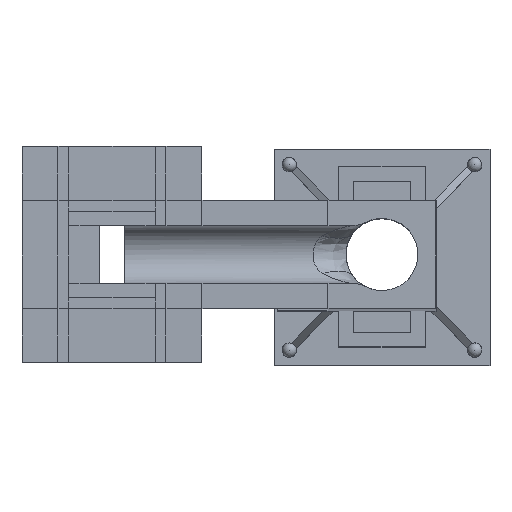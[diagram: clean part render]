
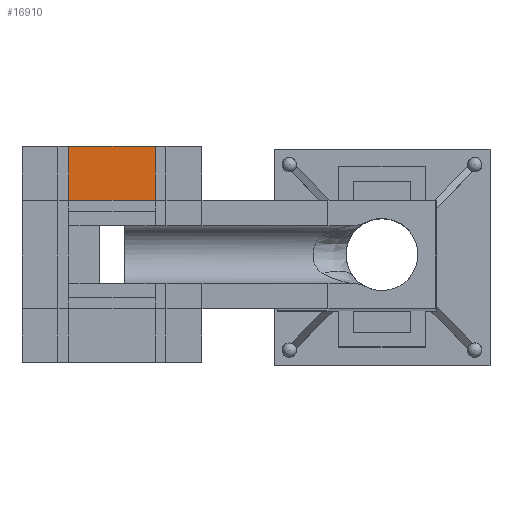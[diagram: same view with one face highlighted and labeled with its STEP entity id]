
A CAD part, top view. The second image highlights one B-rep face of the part: STEP entity #16910.
In plain terms, the highlighted planar face has unit normal (0, 0, 1).
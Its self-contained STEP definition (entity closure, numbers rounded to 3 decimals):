
#12886 = VERTEX_POINT('',#12887);
#12887 = CARTESIAN_POINT('',(-6.3,1.5,
    48.));
#12901 = PLANE('',#12902);
#12902 = AXIS2_PLACEMENT_3D('',#12903,#12904,#12905);
#12903 = CARTESIAN_POINT('',(-7.5,0.,
    48.));
#12904 = DIRECTION('',(0.,0.,1.));
#12905 = DIRECTION('',(1.,0.,0.));
#12950 = PLANE('',#12951);
#12951 = AXIS2_PLACEMENT_3D('',#12952,#12953,#12954);
#12952 = CARTESIAN_POINT('',(1.5,1.5,
    48.));
#12953 = DIRECTION('',(-0.,0.,-1.));
#12954 = DIRECTION('',(-1.,0.,0.));
#14170 = PLANE('',#14171);
#14171 = AXIS2_PLACEMENT_3D('',#14172,#14173,#14174);
#14172 = CARTESIAN_POINT('',(-5.,3.,
    48.));
#14173 = DIRECTION('',(0.,1.,0.));
#14174 = DIRECTION('',(-1.,0.,0.));
#14946 = VERTEX_POINT('',#14947);
#14947 = CARTESIAN_POINT('',(-6.3,3.,
    48.));
#14968 = EDGE_CURVE('',#14946,#12886,#14969,.T.);
#14969 = SURFACE_CURVE('',#14970,(#14974,#14981),.PCURVE_S1.);
#14970 = LINE('',#14971,#14972);
#14971 = CARTESIAN_POINT('',(-6.3,3.,
    48.));
#14972 = VECTOR('',#14973,1.);
#14973 = DIRECTION('',(0.,-1.,0.));
#14974 = PCURVE('',#12901,#14975);
#14975 = DEFINITIONAL_REPRESENTATION('',(#14976),#14980);
#14976 = LINE('',#14977,#14978);
#14977 = CARTESIAN_POINT('',(1.2,3.));
#14978 = VECTOR('',#14979,1.);
#14979 = DIRECTION('',(0.,-1.));
#14980 = ( GEOMETRIC_REPRESENTATION_CONTEXT(2) 
PARAMETRIC_REPRESENTATION_CONTEXT() REPRESENTATION_CONTEXT('2D SPACE',''
  ) );
#14981 = PCURVE('',#14982,#14987);
#14982 = PLANE('',#14983);
#14983 = AXIS2_PLACEMENT_3D('',#14984,#14985,#14986);
#14984 = CARTESIAN_POINT('',(-7.5,0.,
    48.));
#14985 = DIRECTION('',(0.,0.,1.));
#14986 = DIRECTION('',(1.,0.,0.));
#14987 = DEFINITIONAL_REPRESENTATION('',(#14988),#14992);
#14988 = LINE('',#14989,#14990);
#14989 = CARTESIAN_POINT('',(1.2,3.));
#14990 = VECTOR('',#14991,1.);
#14991 = DIRECTION('',(0.,-1.));
#14992 = ( GEOMETRIC_REPRESENTATION_CONTEXT(2) 
PARAMETRIC_REPRESENTATION_CONTEXT() REPRESENTATION_CONTEXT('2D SPACE',''
  ) );
#14998 = EDGE_CURVE('',#12886,#14999,#15001,.T.);
#14999 = VERTEX_POINT('',#15000);
#15000 = CARTESIAN_POINT('',(-8.7,1.5,
    48.));
#15001 = SURFACE_CURVE('',#15002,(#15006,#15013),.PCURVE_S1.);
#15002 = LINE('',#15003,#15004);
#15003 = CARTESIAN_POINT('',(1.5,1.5,
    48.));
#15004 = VECTOR('',#15005,1.);
#15005 = DIRECTION('',(-1.,0.,0.));
#15006 = PCURVE('',#12950,#15007);
#15007 = DEFINITIONAL_REPRESENTATION('',(#15008),#15012);
#15008 = LINE('',#15009,#15010);
#15009 = CARTESIAN_POINT('',(0.,0.));
#15010 = VECTOR('',#15011,1.);
#15011 = DIRECTION('',(1.,0.));
#15012 = ( GEOMETRIC_REPRESENTATION_CONTEXT(2) 
PARAMETRIC_REPRESENTATION_CONTEXT() REPRESENTATION_CONTEXT('2D SPACE',''
  ) );
#15013 = PCURVE('',#14982,#15014);
#15014 = DEFINITIONAL_REPRESENTATION('',(#15015),#15019);
#15015 = LINE('',#15016,#15017);
#15016 = CARTESIAN_POINT('',(9.,1.5));
#15017 = VECTOR('',#15018,1.);
#15018 = DIRECTION('',(-1.,0.));
#15019 = ( GEOMETRIC_REPRESENTATION_CONTEXT(2) 
PARAMETRIC_REPRESENTATION_CONTEXT() REPRESENTATION_CONTEXT('2D SPACE',''
  ) );
#15250 = PLANE('',#15251);
#15251 = AXIS2_PLACEMENT_3D('',#15252,#15253,#15254);
#15252 = CARTESIAN_POINT('',(-7.5,0.,
    48.));
#15253 = DIRECTION('',(0.,0.,1.));
#15254 = DIRECTION('',(1.,0.,0.));
#16866 = VERTEX_POINT('',#16867);
#16867 = CARTESIAN_POINT('',(-8.7,3.,
    48.));
#16888 = EDGE_CURVE('',#14946,#16866,#16889,.T.);
#16889 = SURFACE_CURVE('',#16890,(#16894,#16901),.PCURVE_S1.);
#16890 = LINE('',#16891,#16892);
#16891 = CARTESIAN_POINT('',(-5.,3.,
    48.));
#16892 = VECTOR('',#16893,1.);
#16893 = DIRECTION('',(-1.,0.,0.));
#16894 = PCURVE('',#14170,#16895);
#16895 = DEFINITIONAL_REPRESENTATION('',(#16896),#16900);
#16896 = LINE('',#16897,#16898);
#16897 = CARTESIAN_POINT('',(0.,0.));
#16898 = VECTOR('',#16899,1.);
#16899 = DIRECTION('',(1.,0.));
#16900 = ( GEOMETRIC_REPRESENTATION_CONTEXT(2) 
PARAMETRIC_REPRESENTATION_CONTEXT() REPRESENTATION_CONTEXT('2D SPACE',''
  ) );
#16901 = PCURVE('',#14982,#16902);
#16902 = DEFINITIONAL_REPRESENTATION('',(#16903),#16907);
#16903 = LINE('',#16904,#16905);
#16904 = CARTESIAN_POINT('',(2.5,3.));
#16905 = VECTOR('',#16906,1.);
#16906 = DIRECTION('',(-1.,0.));
#16907 = ( GEOMETRIC_REPRESENTATION_CONTEXT(2) 
PARAMETRIC_REPRESENTATION_CONTEXT() REPRESENTATION_CONTEXT('2D SPACE',''
  ) );
#16910 = ADVANCED_FACE('',(#16911),#14982,.T.);
#16911 = FACE_BOUND('',#16912,.T.);
#16912 = EDGE_LOOP('',(#16913,#16914,#16915,#16936));
#16913 = ORIENTED_EDGE('',*,*,#14968,.F.);
#16914 = ORIENTED_EDGE('',*,*,#16888,.T.);
#16915 = ORIENTED_EDGE('',*,*,#16916,.T.);
#16916 = EDGE_CURVE('',#16866,#14999,#16917,.T.);
#16917 = SURFACE_CURVE('',#16918,(#16922,#16929),.PCURVE_S1.);
#16918 = LINE('',#16919,#16920);
#16919 = CARTESIAN_POINT('',(-8.7,3.,
    48.));
#16920 = VECTOR('',#16921,1.);
#16921 = DIRECTION('',(0.,-1.,0.));
#16922 = PCURVE('',#14982,#16923);
#16923 = DEFINITIONAL_REPRESENTATION('',(#16924),#16928);
#16924 = LINE('',#16925,#16926);
#16925 = CARTESIAN_POINT('',(-1.2,3.));
#16926 = VECTOR('',#16927,1.);
#16927 = DIRECTION('',(0.,-1.));
#16928 = ( GEOMETRIC_REPRESENTATION_CONTEXT(2) 
PARAMETRIC_REPRESENTATION_CONTEXT() REPRESENTATION_CONTEXT('2D SPACE',''
  ) );
#16929 = PCURVE('',#15250,#16930);
#16930 = DEFINITIONAL_REPRESENTATION('',(#16931),#16935);
#16931 = LINE('',#16932,#16933);
#16932 = CARTESIAN_POINT('',(-1.2,3.));
#16933 = VECTOR('',#16934,1.);
#16934 = DIRECTION('',(0.,-1.));
#16935 = ( GEOMETRIC_REPRESENTATION_CONTEXT(2) 
PARAMETRIC_REPRESENTATION_CONTEXT() REPRESENTATION_CONTEXT('2D SPACE',''
  ) );
#16936 = ORIENTED_EDGE('',*,*,#14998,.F.);
